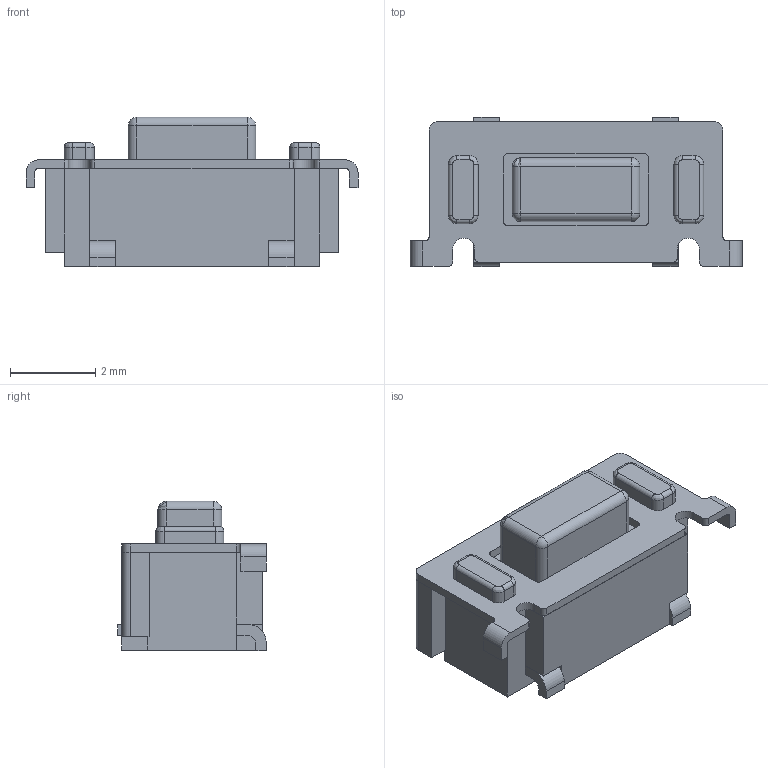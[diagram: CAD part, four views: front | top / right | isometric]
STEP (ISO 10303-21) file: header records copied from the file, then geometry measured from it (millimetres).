
FILE_DESCRIPTION (( 'STEP AP214' ), '1' );
FILE_NAME ('TL3330AF130QG.STEP', '2022-11-11T22:16:24', ( '' ), ( '' ), 'SwSTEP 2.0', 'SolidWorks 2017', '' );
FILE_SCHEMA (( 'AUTOMOTIVE_DESIGN' ));
Length unit declared in the file: millimetre
Products named in the file (1): TL3330AF130QG
Bounding box: 7.8 x 3.5 x 3.51 mm (x, y, z)
Volume: 41.7 mm3; surface area: 209.8 mm2
Topology: 8 solids, 8 shells, 297 faces, 759 edges, 479 vertices
Faces by surface type: plane 182, cylinder 86, sphere 21, bspline 8
Entity records: 8992 total; most frequent: CARTESIAN_POINT 1664, DIRECTION 1505, ORIENTED_EDGE 1492, EDGE_CURVE 746, VECTOR 551, LINE 551, AXIS2_PLACEMENT_3D 477, VERTEX_POINT 476
